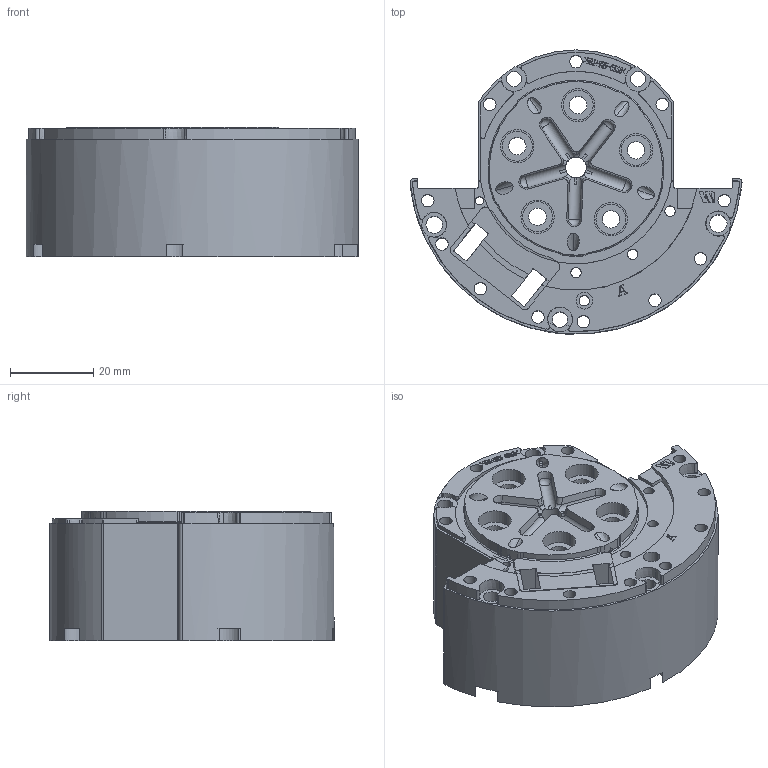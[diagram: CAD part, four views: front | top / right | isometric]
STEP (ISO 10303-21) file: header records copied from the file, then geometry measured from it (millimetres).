
FILE_DESCRIPTION (( 'STEP AP214' ), '1' );
FILE_NAME ('pezzo_da_raffreddare.SLDPRT.STEP', '2025-01-17T20:10:32', ( '' ), ( '' ), 'SwSTEP 2.0', 'SolidWorks 2022', '' );
FILE_SCHEMA (( 'AUTOMOTIVE_DESIGN' ));
Length unit declared in the file: millimetre
Products named in the file (1): pezzo_da_raffreddare.SLDPRT
Bounding box: 79.72 x 68.21 x 31.01 mm (x, y, z)
Volume: 51780.3 mm3; surface area: 41940.1 mm2
Topology: 1 solids, 2 shells, 1008 faces, 2860 edges, 1880 vertices
Faces by surface type: bspline 355, plane 310, cylinder 228, cone 87, torus 23, sphere 5
Entity records: 36077 total; most frequent: CARTESIAN_POINT 11243, ORIENTED_EDGE 5700, DIRECTION 4035, EDGE_CURVE 2850, VERTEX_POINT 1880, AXIS2_PLACEMENT_3D 1348, VECTOR 1339, LINE 1339
